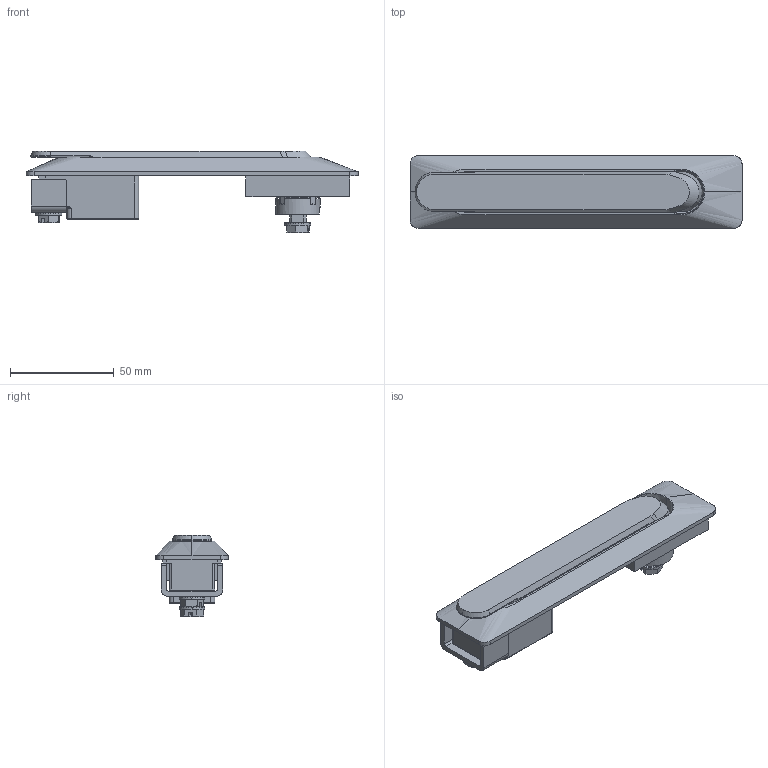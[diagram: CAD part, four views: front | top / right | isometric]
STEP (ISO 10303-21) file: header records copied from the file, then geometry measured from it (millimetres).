
FILE_DESCRIPTION (( 'STEP AP214' ), '1' );
FILE_NAME ('218.2.0.00.STEP', '2017-07-19T13:24:41', ( '' ), ( '' ), 'SwSTEP 2.0', 'SolidWorks 2017', '' );
FILE_SCHEMA (( 'AUTOMOTIVE_DESIGN' ));
Length unit declared in the file: millimetre
Products named in the file (12): 8; 7; 6; 5; 4; 3; 2; 1; 218.2.0.00; 11; 10; 9
Assembly tree (11 placements, depth 2):
  218.2.0.00
    1
    2
    3
    4
    5
    6
    7
    8
    9
    10
    11
Bounding box: 160 x 35 x 39.5 mm (x, y, z)
Volume: 68465.8 mm3; surface area: 46354.9 mm2
Topology: 11 solids, 11 shells, 917 faces, 2490 edges, 1604 vertices
Faces by surface type: plane 519, cylinder 198, bspline 132, cone 68
Entity records: 39240 total; most frequent: CARTESIAN_POINT 16951, ORIENTED_EDGE 4952, DIRECTION 4094, EDGE_CURVE 2476, VERTEX_POINT 1604, AXIS2_PLACEMENT_3D 1380, LINE 1334, VECTOR 1334
